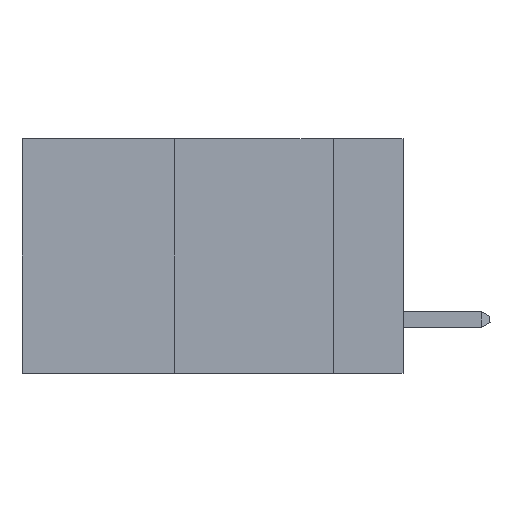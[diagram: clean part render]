
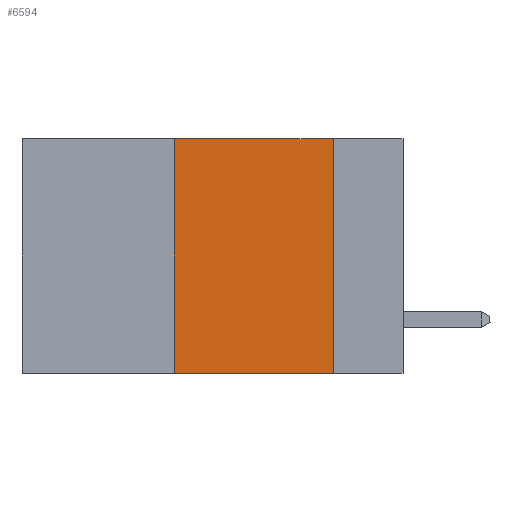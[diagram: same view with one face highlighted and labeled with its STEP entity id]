
A CAD part, left-side view. The second image highlights one B-rep face of the part: STEP entity #6594.
In plain terms, the highlighted planar face has unit normal (-1, 0, 0).
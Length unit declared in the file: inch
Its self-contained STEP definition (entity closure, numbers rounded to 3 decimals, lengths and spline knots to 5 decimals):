
#88 = DIRECTION ( 'NONE',  ( 0., -1., 0. ) ) ;
#918 = VERTEX_POINT ( 'NONE', #13041 ) ;
#1191 = VERTEX_POINT ( 'NONE', #13562 ) ;
#1241 = DIRECTION ( 'NONE',  ( 0., -1., 0. ) ) ;
#1686 = ORIENTED_EDGE ( 'NONE', *, *, #11777, .F. ) ;
#1967 = LINE ( 'NONE', #3809, #10996 ) ;
#2387 = FACE_OUTER_BOUND ( 'NONE', #5757, .T. ) ;
#2405 = VECTOR ( 'NONE', #9412, 39.37008 ) ;
#2602 = CARTESIAN_POINT ( 'NONE',  ( 0., 0.36, 0. ) ) ;
#3293 = CARTESIAN_POINT ( 'NONE',  ( 0., 0.11, 0. ) ) ;
#3581 = CARTESIAN_POINT ( 'NONE',  ( 0., 0.6, 0. ) ) ;
#3809 = CARTESIAN_POINT ( 'NONE',  ( 0., 0.6, 0. ) ) ;
#4563 = CARTESIAN_POINT ( 'NONE',  ( 0., 0.11, 0. ) ) ;
#4902 = VECTOR ( 'NONE', #1241, 39.37008 ) ;
#5757 = EDGE_LOOP ( 'NONE', ( #1686, #11557, #14462, #7060 ) ) ;
#5822 = DIRECTION ( 'NONE',  ( 0., 0., -1. ) ) ;
#5838 = DIRECTION ( 'NONE',  ( 1., 0., 0. ) ) ;
#5869 = PLANE ( 'NONE',  #11538 ) ;
#6289 = VECTOR ( 'NONE', #6792, 39.37008 ) ;
#6594 = ADVANCED_FACE ( 'NONE', ( #2387 ), #5869, .F. ) ;
#6660 = LINE ( 'NONE', #3293, #6289 ) ;
#6718 = VERTEX_POINT ( 'NONE', #12713 ) ;
#6792 = DIRECTION ( 'NONE',  ( 0., 0., -1. ) ) ;
#7060 = ORIENTED_EDGE ( 'NONE', *, *, #8346, .T. ) ;
#8254 = CARTESIAN_POINT ( 'NONE',  ( 0., 0.6, -0.37 ) ) ;
#8346 = EDGE_CURVE ( 'NONE', #918, #6718, #13187, .T. ) ;
#8521 = LINE ( 'NONE', #2602, #2405 ) ;
#9412 = DIRECTION ( 'NONE',  ( 0., 0., 1. ) ) ;
#10996 = VECTOR ( 'NONE', #88, 39.37008 ) ;
#11452 = EDGE_CURVE ( 'NONE', #918, #1191, #8521, .T. ) ;
#11538 = AXIS2_PLACEMENT_3D ( 'NONE', #3581, #5838, #5822 ) ;
#11557 = ORIENTED_EDGE ( 'NONE', *, *, #12788, .F. ) ;
#11777 = EDGE_CURVE ( 'NONE', #13320, #6718, #6660, .T. ) ;
#12713 = CARTESIAN_POINT ( 'NONE',  ( 0., 0.11, -0.37 ) ) ;
#12788 = EDGE_CURVE ( 'NONE', #1191, #13320, #1967, .T. ) ;
#13041 = CARTESIAN_POINT ( 'NONE',  ( 0., 0.36, -0.37 ) ) ;
#13187 = LINE ( 'NONE', #8254, #4902 ) ;
#13320 = VERTEX_POINT ( 'NONE', #4563 ) ;
#13562 = CARTESIAN_POINT ( 'NONE',  ( 0., 0.36, 0. ) ) ;
#14462 = ORIENTED_EDGE ( 'NONE', *, *, #11452, .F. ) ;
